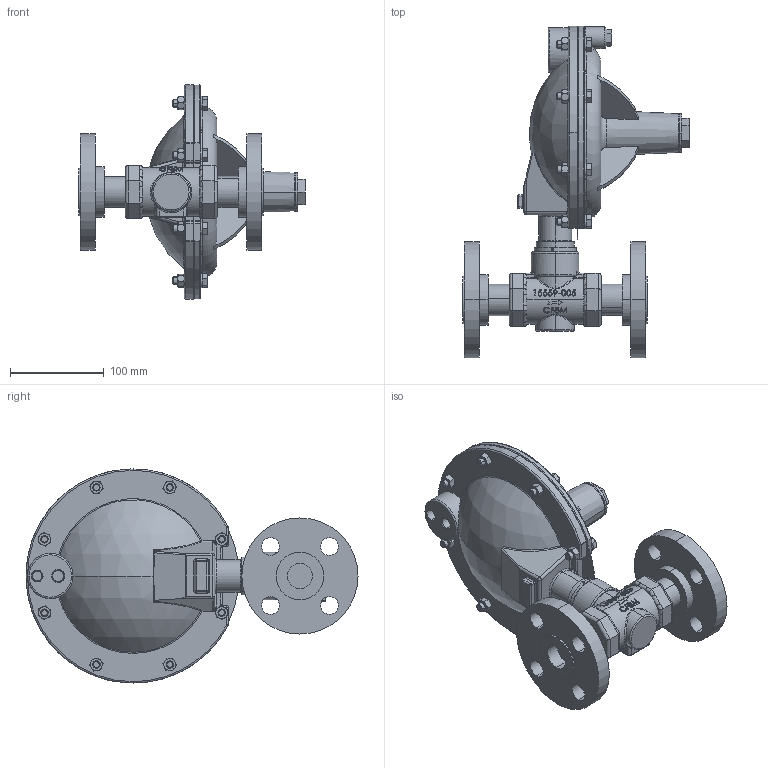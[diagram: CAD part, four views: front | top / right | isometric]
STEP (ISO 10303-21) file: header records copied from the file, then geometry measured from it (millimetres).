
FILE_DESCRIPTION (( 'STEP AP203' ), '1' );
FILE_NAME ('608BP-100-CS+S6-F3.STEP', '2017-09-07T11:47:35', ( '' ), ( '' ), 'SwSTEP 2.0', 'SolidWorks 2014', '' );
FILE_SCHEMA (( 'CONFIG_CONTROL_DESIGN' ));
Length unit declared in the file: inch
Products named in the file (1): 608BP-100-CS+S6-F3
Bounding box: 241.33 x 354.41 x 228.6 mm (x, y, z)
Volume: 2596678.9 mm3; surface area: 281391 mm2
Topology: 5 solids, 5 shells, 1093 faces, 2667 edges, 1629 vertices
Faces by surface type: plane 365, cylinder 286, cone 182, bspline 162, torus 78, sphere 20
Entity records: 59830 total; most frequent: CARTESIAN_POINT 35842, ORIENTED_EDGE 5300, DIRECTION 4506, EDGE_CURVE 2650, AXIS2_PLACEMENT_3D 1832, VERTEX_POINT 1629, EDGE_LOOP 1199, ADVANCED_FACE 1093
